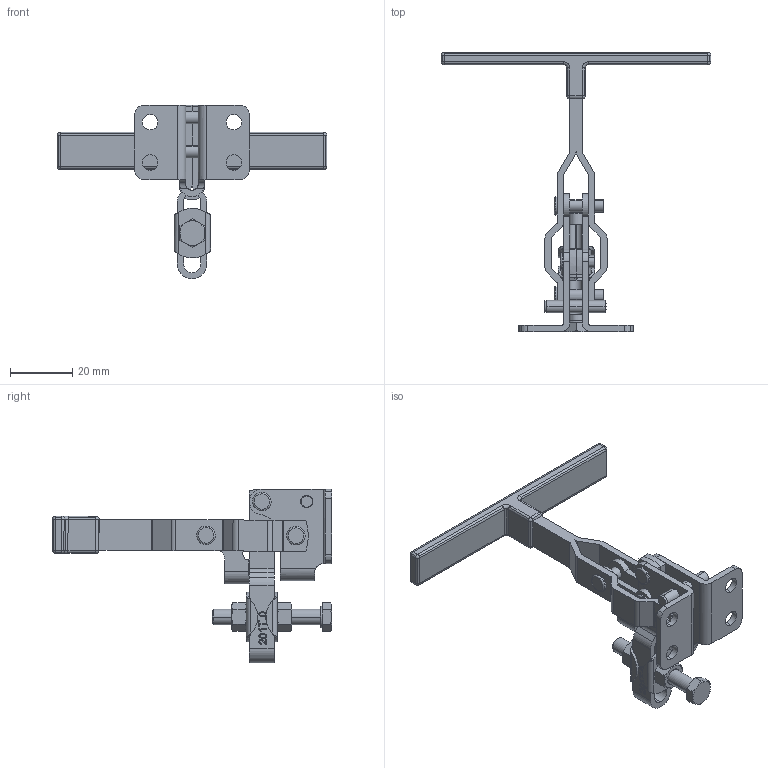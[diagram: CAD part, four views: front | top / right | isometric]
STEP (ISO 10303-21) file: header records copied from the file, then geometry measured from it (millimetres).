
FILE_DESCRIPTION((''),'2;1');
FILE_NAME('201T.0.stp','2005-08-29T14:58:45',('CAD'),(''),'Autodesk Inventor 8','Autodesk Inventor 8','');
FILE_SCHEMA(('AUTOMOTIVE_DESIGN { 1 0 10303 214 1 1 1 1 }'));
Length unit declared in the file: millimetre
Products named in the file (1): Part1
Bounding box: 87 x 90.04 x 56 mm (x, y, z)
Volume: 15971 mm3; surface area: 14885.1 mm2
Topology: 1 solids, 6 shells, 531 faces, 1410 edges, 883 vertices
Faces by surface type: cylinder 190, plane 180, bspline 83, cone 52, sphere 14, torus 12
Entity records: 18831 total; most frequent: CARTESIAN_POINT 5874, ORIENTED_EDGE 2776, DIRECTION 2676, EDGE_CURVE 1388, AXIS2_PLACEMENT_3D 999, VERTEX_POINT 883, VECTOR 678, LINE 678
